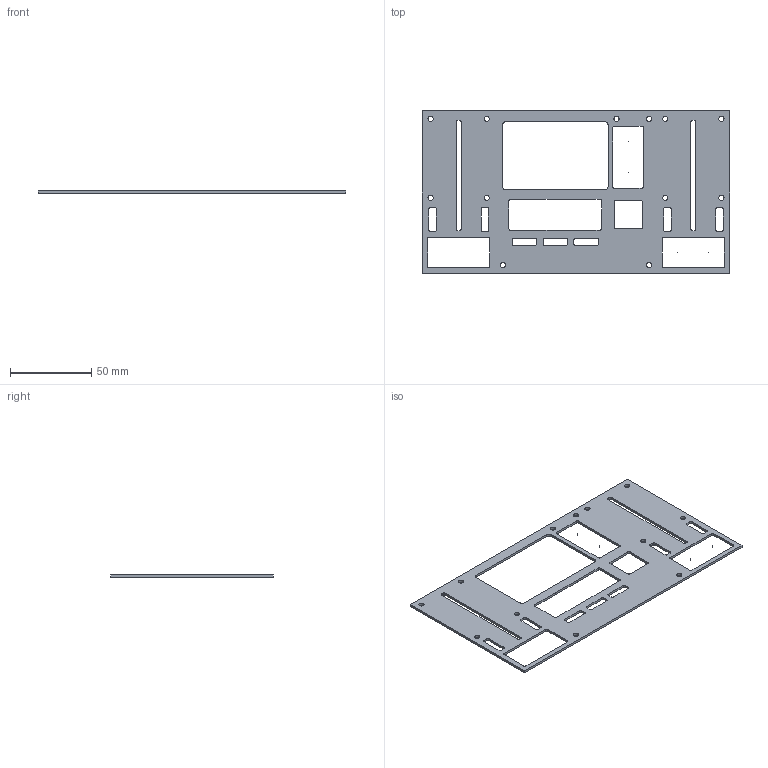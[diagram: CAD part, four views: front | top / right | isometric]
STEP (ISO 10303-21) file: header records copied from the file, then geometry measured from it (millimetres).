
FILE_DESCRIPTION(('KiCad electronic assembly'),'2;1');
FILE_NAME('cover.step','2025-07-23T15:09:48',('Pcbnew'),('Kicad'), 'Open CASCADE STEP processor 7.8','KiCad to STEP converter','Unknown' );
FILE_SCHEMA(('AUTOMOTIVE_DESIGN { 1 0 10303 214 1 1 1 1 }'));
Length unit declared in the file: millimetre
Products named in the file (6): cover 1; cover_PCB_1; cover_PCB_2; cover_PCB_3; cover_PCB_4; cover_PCB_5
Assembly tree (5 placements, depth 2):
  cover 1
    cover_PCB_1
    cover_PCB_2
    cover_PCB_3
    cover_PCB_4
    cover_PCB_5
Bounding box: 189.11 x 100 x 1.51 mm (x, y, z)
Volume: 17600.8 mm3; surface area: 26345.1 mm2
Topology: 5 solids, 5 shells, 155 faces, 435 edges, 290 vertices
Faces by surface type: plane 79, cylinder 76
Full cylindrical faces by diameter (mm): 0.02 x4, 3.2 x12
Entity records: 5282 total; most frequent: DIRECTION 909, CARTESIAN_POINT 886, ORIENTED_EDGE 870, EDGE_CURVE 435, AXIS2_PLACEMENT_3D 313, VERTEX_POINT 290, LINE 283, VECTOR 283
